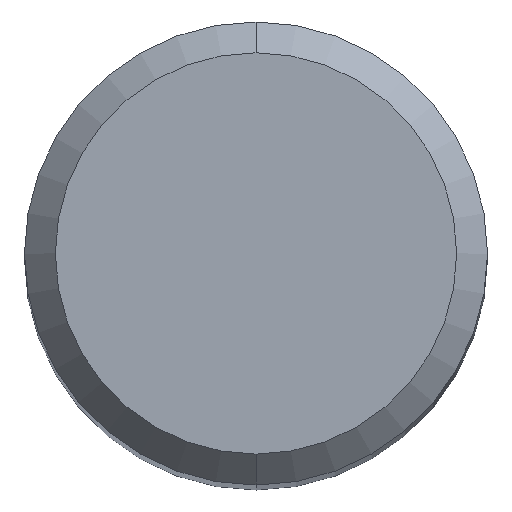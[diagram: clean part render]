
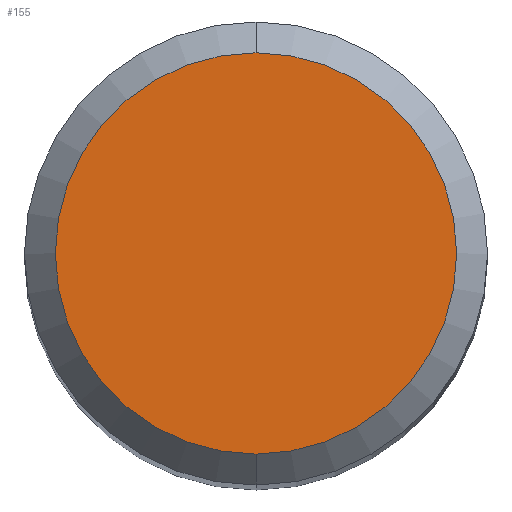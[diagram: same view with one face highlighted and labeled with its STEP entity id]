
A CAD part, top view. The second image highlights one B-rep face of the part: STEP entity #155.
In plain terms, the highlighted planar face has unit normal (0, 0, 1).
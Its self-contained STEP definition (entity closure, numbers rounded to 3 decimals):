
#103=EDGE_CURVE('',#179,#197,#255,.T.);
#145=EDGE_CURVE('',#197,#179,#301,.T.);
#155=ADVANCED_FACE('',(#311),#312,.T.);
#179=VERTEX_POINT('',#341);
#197=VERTEX_POINT('',#362);
#255=CIRCLE('',#418,2.6);
#301=CIRCLE('',#481,2.6);
#311=FACE_OUTER_BOUND('',#495,.T.);
#312=PLANE('',#496);
#341=CARTESIAN_POINT('',(0.,-2.6,0.));
#362=CARTESIAN_POINT('',(0.0,2.6,0.));
#418=AXIS2_PLACEMENT_3D('',#610,#611,#612);
#481=AXIS2_PLACEMENT_3D('',#667,#668,#669);
#495=EDGE_LOOP('',(#678,#679));
#496=AXIS2_PLACEMENT_3D('',#680,#681,#682);
#610=CARTESIAN_POINT('',(0.0,0.0,0.));
#611=DIRECTION('',(0.0,0.0,-1.0));
#612=DIRECTION('',(0.0,1.0,0.0));
#667=CARTESIAN_POINT('',(0.0,0.0,0.));
#668=DIRECTION('',(0.0,0.0,-1.0));
#669=DIRECTION('',(0.0,1.0,0.0));
#678=ORIENTED_EDGE('',*,*,#145,.F.);
#679=ORIENTED_EDGE('',*,*,#103,.F.);
#680=CARTESIAN_POINT('',(0.0,1.3,0.));
#681=DIRECTION('',(-0.0,0.0,1.0));
#682=DIRECTION('',(0.0,-1.0,0.0));
